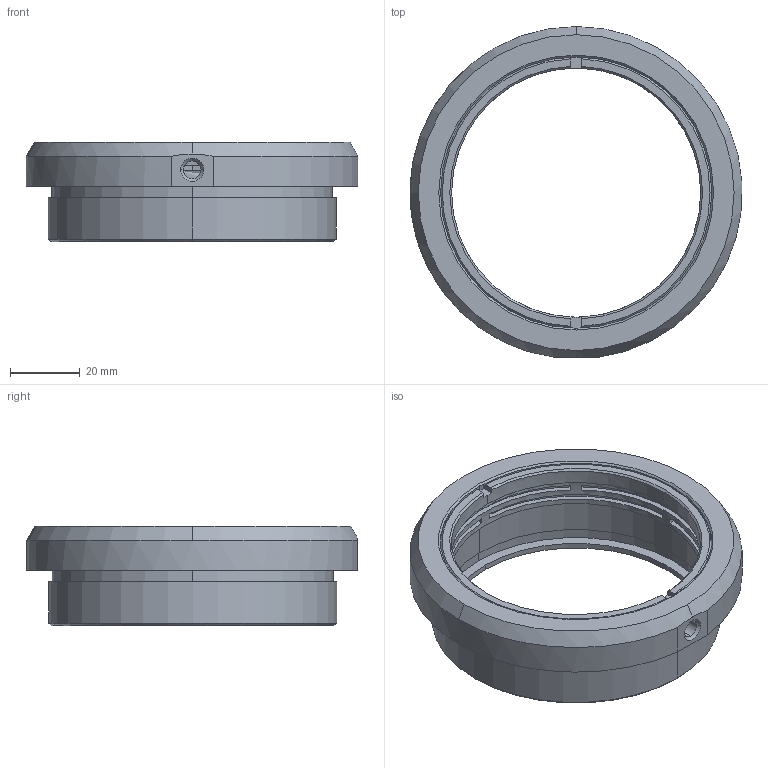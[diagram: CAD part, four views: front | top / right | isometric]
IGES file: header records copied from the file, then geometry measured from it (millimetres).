
Start section: SolidWorks IGES file using analytic representation for surfaces
Global section: file name: 36466.igs; native system: SolidWorks 2011; preprocessor: SolidWorks 2011; author: BillB; date: 111014.164617; units: inch
Bounding box: 95.15 x 94.87 x 28.57 mm (x, y, z)
Volume: 42664.5 mm3; surface area: 28725.8 mm2
Topology: 3 solids, 3 shells, 94 faces, 260 edges, 170 vertices
Faces by surface type: plane 50, revolution 44
